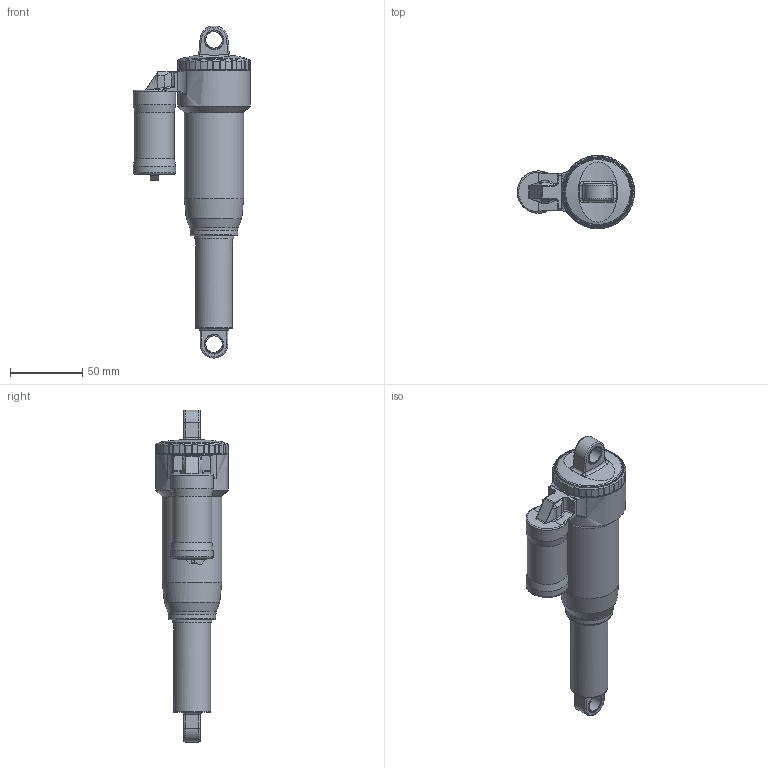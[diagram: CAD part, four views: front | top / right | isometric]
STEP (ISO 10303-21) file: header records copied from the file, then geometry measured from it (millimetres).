
FILE_DESCRIPTION(('FreeCAD Model'),'2;1');
FILE_NAME('Open CASCADE Shape Model','2025-05-29T05:03:06',('FreeCAD'),( 'FreeCAD'),'Open CASCADE STEP processor 7.6','FreeCAD','Unknown');
FILE_SCHEMA(('AUTOMOTIVE_DESIGN { 1 0 10303 214 1 1 1 1 }'));
Length unit declared in the file: millimetre
Products named in the file (1): Open CASCADE STEP translator 7.6 1
Bounding box: 81.33 x 50.85 x 230.13 mm (x, y, z)
Volume: 265344.1 mm3; surface area: 41344.7 mm2
Topology: 7 solids, 7 shells, 285 faces, 717 edges, 445 vertices
Faces by surface type: bspline 285
Entity records: 10151 total; most frequent: CARTESIAN_POINT 6181, ORIENTED_EDGE 1426, EDGE_CURVE 713, VERTEX_POINT 445, B_SPLINE_CURVE_WITH_KNOTS 378, FACE_BOUND 298, EDGE_LOOP 298, ADVANCED_FACE 285
